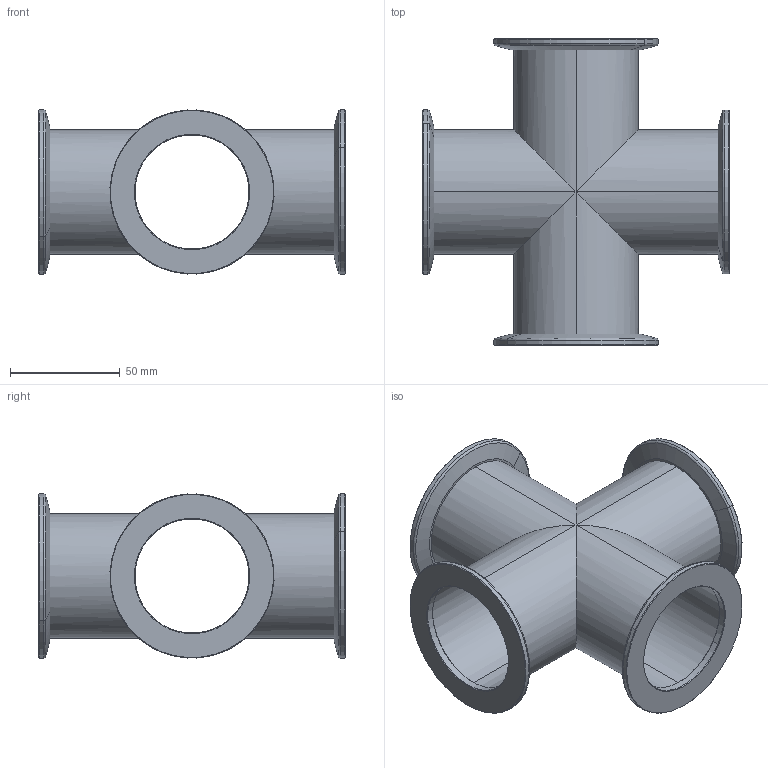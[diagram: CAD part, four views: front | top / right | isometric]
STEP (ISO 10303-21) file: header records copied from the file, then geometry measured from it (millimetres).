
FILE_DESCRIPTION (( 'STEP AP214' ), '1' );
FILE_NAME ('Hositrad_KX4-50-57.STEP', '2017-06-08T07:22:07', ( 'Gebruiker' ), ( '' ), 'SwSTEP 2.0', 'SolidWorks 2017', '' );
FILE_SCHEMA (( 'AUTOMOTIVE_DESIGN' ));
Length unit declared in the file: millimetre
Products named in the file (3): Hositrad_KX4-50-57; KF50WS_KF50-57; KX4-Tube-All_KX4-50-57
Assembly tree (5 placements, depth 2):
  Hositrad_KX4-50-57
    KX4-Tube-All_KX4-50-57
    KF50WS_KF50-57  x4
Bounding box: 140 x 140 x 74.89 mm (x, y, z)
Volume: 103991.6 mm3; surface area: 93337 mm2
Topology: 5 solids, 5 shells, 88 faces, 176 edges, 100 vertices
Faces by surface type: cylinder 40, cone 24, plane 16, torus 8
Entity records: 1092 total; most frequent: DIRECTION 194, CARTESIAN_POINT 183, ORIENTED_EDGE 148, AXIS2_PLACEMENT_3D 83, EDGE_CURVE 74, EDGE_LOOP 44, VERTEX_POINT 40, CIRCLE 38
